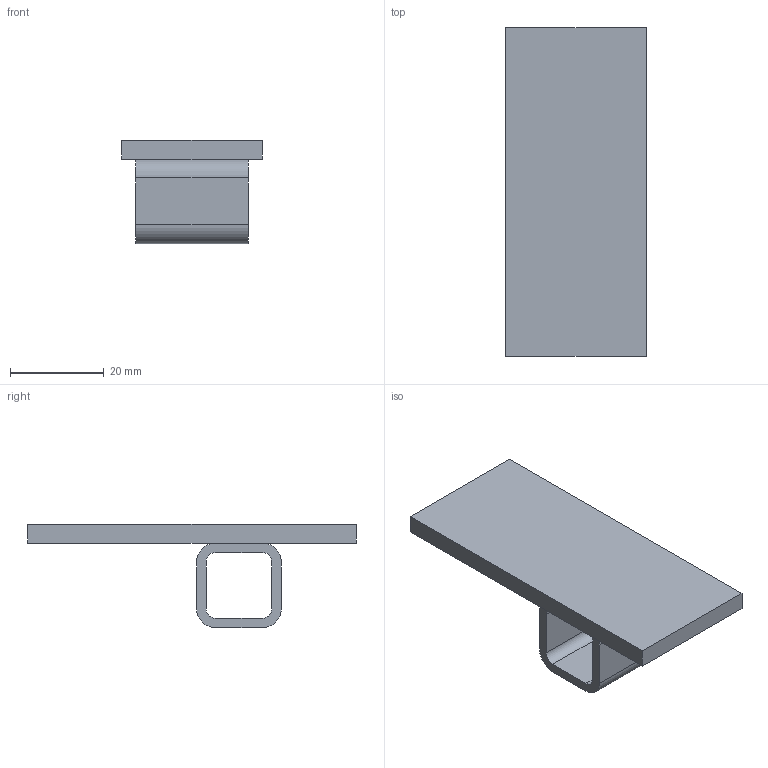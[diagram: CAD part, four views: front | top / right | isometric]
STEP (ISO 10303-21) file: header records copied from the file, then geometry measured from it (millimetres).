
FILE_DESCRIPTION (( 'STEP AP214' ), '1' );
FILE_NAME ('0026932.step', '2022-09-23T12:34:52', ( '' ), ( '' ), 'SwSTEP 2.0', 'SolidWorks 2020', '' );
FILE_SCHEMA (( 'AUTOMOTIVE_DESIGN' ));
Length unit declared in the file: millimetre
Products named in the file (1): 0026932
Bounding box: 30 x 70 x 22 mm (x, y, z)
Volume: 11224.8 mm3; surface area: 7580.2 mm2
Topology: 1 solids, 1 shells, 23 faces, 60 edges, 40 vertices
Faces by surface type: plane 15, cylinder 8
Entity records: 748 total; most frequent: DIRECTION 124, CARTESIAN_POINT 124, ORIENTED_EDGE 120, EDGE_CURVE 60, LINE 44, VECTOR 44, AXIS2_PLACEMENT_3D 40, VERTEX_POINT 40
